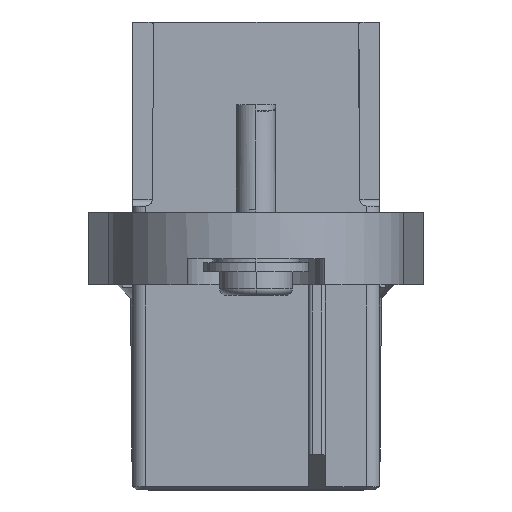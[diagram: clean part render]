
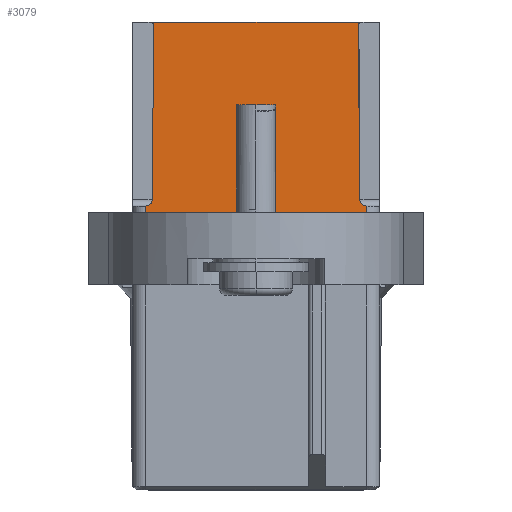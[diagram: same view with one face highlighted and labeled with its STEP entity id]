
A CAD part, left-side view. The second image highlights one B-rep face of the part: STEP entity #3079.
In plain terms, the highlighted planar face has unit normal (-1, 0, 0).
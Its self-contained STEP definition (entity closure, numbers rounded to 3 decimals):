
#977=FACE_OUTER_BOUND('',#17902,.T.);
#3079=ADVANCED_FACE('',(#977),#4991,.F.);
#4991=PLANE('',#45183);
#6795=CIRCLE('',#45182,0.5);
#7448=LINE('',#59303,#12382);
#8051=LINE('',#63068,#12985);
#8052=LINE('',#63072,#12986);
#8055=LINE('',#63079,#12989);
#8117=LINE('',#63269,#13051);
#8118=LINE('',#63273,#13052);
#8119=LINE('',#63283,#13053);
#12382=VECTOR('',#47764,1.);
#12985=VECTOR('',#49711,1.);
#12986=VECTOR('',#49716,1.);
#12989=VECTOR('',#49723,1.);
#13051=VECTOR('',#49923,1.);
#13052=VECTOR('',#49926,1.);
#13053=VECTOR('',#49927,1.);
#17902=EDGE_LOOP('',(#22391,#22392,#22393,#22394,#22395,#22396,#22397,#22398,
#22399,#22400,#22401,#22402));
#22391=ORIENTED_EDGE('',*,*,#38542,.F.);
#22392=ORIENTED_EDGE('',*,*,#38449,.T.);
#22393=ORIENTED_EDGE('',*,*,#38445,.T.);
#22394=ORIENTED_EDGE('',*,*,#38443,.T.);
#22395=ORIENTED_EDGE('',*,*,#37618,.T.);
#22396=ORIENTED_EDGE('',*,*,#38543,.F.);
#22397=ORIENTED_EDGE('',*,*,#38544,.F.);
#22398=ORIENTED_EDGE('',*,*,#37354,.T.);
#22399=ORIENTED_EDGE('',*,*,#38545,.F.);
#22400=ORIENTED_EDGE('',*,*,#38546,.F.);
#22401=ORIENTED_EDGE('',*,*,#38540,.T.);
#22402=ORIENTED_EDGE('',*,*,#38547,.F.);
#32986=VERTEX_POINT('',#59304);
#32987=VERTEX_POINT('',#59305);
#33165=VERTEX_POINT('',#60332);
#33166=VERTEX_POINT('',#60337);
#33708=VERTEX_POINT('',#63069);
#33709=VERTEX_POINT('',#63073);
#33710=VERTEX_POINT('',#63078);
#33763=VERTEX_POINT('',#63257);
#33765=VERTEX_POINT('',#63266);
#33766=VERTEX_POINT('',#63270);
#33767=VERTEX_POINT('',#63272);
#33768=VERTEX_POINT('',#63278);
#37354=EDGE_CURVE('',#32986,#32987,#7448,.T.);
#37618=EDGE_CURVE('',#33166,#33165,#43683,.T.);
#38443=EDGE_CURVE('',#33708,#33166,#8051,.T.);
#38445=EDGE_CURVE('',#33709,#33708,#8052,.T.);
#38449=EDGE_CURVE('',#33710,#33709,#8055,.T.);
#38540=EDGE_CURVE('',#33765,#33763,#43838,.T.);
#38542=EDGE_CURVE('',#33710,#33766,#8117,.T.);
#38543=EDGE_CURVE('',#33767,#33165,#6795,.T.);
#38544=EDGE_CURVE('',#32986,#33767,#8118,.T.);
#38545=EDGE_CURVE('',#33768,#32987,#43839,.T.);
#38546=EDGE_CURVE('',#33765,#33768,#43840,.T.);
#38547=EDGE_CURVE('',#33766,#33763,#8119,.T.);
#43683=B_SPLINE_CURVE_WITH_KNOTS('',3,(#60333,#60334,#60335,#60336),
 .UNSPECIFIED.,.F.,.F.,(4,4),(0.,1.),.UNSPECIFIED.);
#43838=B_SPLINE_CURVE_WITH_KNOTS('',3,(#63262,#63263,#63264,#63265),
 .UNSPECIFIED.,.F.,.F.,(4,4),(0.,1.),.UNSPECIFIED.);
#43839=B_SPLINE_CURVE_WITH_KNOTS('',3,(#63274,#63275,#63276,#63277),
 .UNSPECIFIED.,.F.,.F.,(4,4),(0.,1.),.UNSPECIFIED.);
#43840=B_SPLINE_CURVE_WITH_KNOTS('',3,(#63279,#63280,#63281,#63282),
 .UNSPECIFIED.,.F.,.F.,(4,4),(0.,1.),.UNSPECIFIED.);
#45182=AXIS2_PLACEMENT_3D('',#63271,#49924,#49925);
#45183=AXIS2_PLACEMENT_3D('',#63284,#49928,#49929);
#47764=DIRECTION('',(0.,1.,0.));
#49711=DIRECTION('',(0.,-1.,0.));
#49716=DIRECTION('',(0.,0.,-1.));
#49723=DIRECTION('',(0.,-1.,0.));
#49923=DIRECTION('',(0.,0.,-1.));
#49924=DIRECTION('',(-1.,0.,0.));
#49925=DIRECTION('',(0.,1.,-0.009));
#49926=DIRECTION('',(0.,-0.009,-1.));
#49927=DIRECTION('',(0.,1.,0.));
#49928=DIRECTION('',(1.,0.,0.));
#49929=DIRECTION('',(0.,-1.,0.));
#59303=CARTESIAN_POINT('',(-20.275,-7.778,35.8));
#59304=CARTESIAN_POINT('',(-20.275,-7.778,35.8));
#59305=CARTESIAN_POINT('',(-20.275,7.778,35.8));
#60332=CARTESIAN_POINT('',(-20.275,-8.398,21.8));
#60333=CARTESIAN_POINT('',(-20.275,-8.4,18.7));
#60334=CARTESIAN_POINT('',(-20.275,-8.399,19.733));
#60335=CARTESIAN_POINT('',(-20.275,-8.399,20.767));
#60336=CARTESIAN_POINT('',(-20.275,-8.398,21.8));
#60337=CARTESIAN_POINT('',(-20.275,-8.4,18.7));
#63068=CARTESIAN_POINT('',(-20.275,-6.,18.7));
#63069=CARTESIAN_POINT('',(-20.275,-6.,18.7));
#63072=CARTESIAN_POINT('',(-20.275,-6.,19.7));
#63073=CARTESIAN_POINT('',(-20.275,-6.,19.7));
#63078=CARTESIAN_POINT('',(-20.275,6.,19.7));
#63079=CARTESIAN_POINT('',(-20.275,6.,19.7));
#63257=CARTESIAN_POINT('',(-20.275,8.4,18.7));
#63262=CARTESIAN_POINT('',(-20.275,8.399,21.8));
#63263=CARTESIAN_POINT('',(-20.275,8.399,20.767));
#63264=CARTESIAN_POINT('',(-20.275,8.4,19.733));
#63265=CARTESIAN_POINT('',(-20.275,8.4,18.7));
#63266=CARTESIAN_POINT('',(-20.275,8.399,21.8));
#63269=CARTESIAN_POINT('',(-20.275,6.,19.7));
#63270=CARTESIAN_POINT('',(-20.275,6.,18.7));
#63271=CARTESIAN_POINT('',(-20.275,-8.396,22.3));
#63272=CARTESIAN_POINT('',(-20.275,-7.896,22.296));
#63273=CARTESIAN_POINT('',(-20.275,-7.778,35.8));
#63274=CARTESIAN_POINT('',(-20.275,7.896,22.296));
#63275=CARTESIAN_POINT('',(-20.275,7.856,26.797));
#63276=CARTESIAN_POINT('',(-20.275,7.817,31.299));
#63277=CARTESIAN_POINT('',(-20.275,7.778,35.8));
#63278=CARTESIAN_POINT('',(-20.275,7.896,22.296));
#63279=CARTESIAN_POINT('',(-20.275,8.399,21.8));
#63280=CARTESIAN_POINT('',(-20.275,8.137,21.798));
#63281=CARTESIAN_POINT('',(-20.275,7.898,22.034));
#63282=CARTESIAN_POINT('',(-20.275,7.896,22.296));
#63283=CARTESIAN_POINT('',(-20.275,6.,18.7));
#63284=CARTESIAN_POINT('',(-20.275,0.,27.25));
